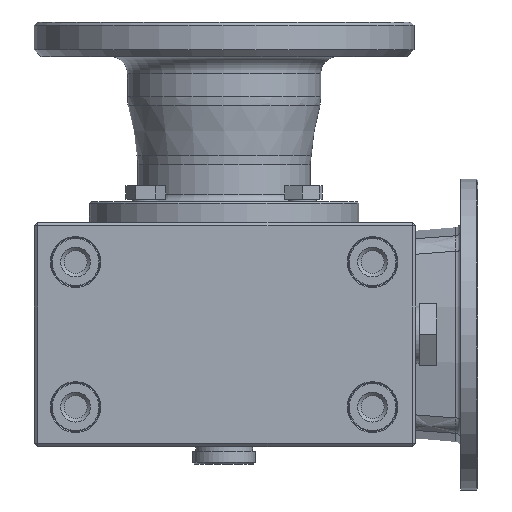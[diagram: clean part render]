
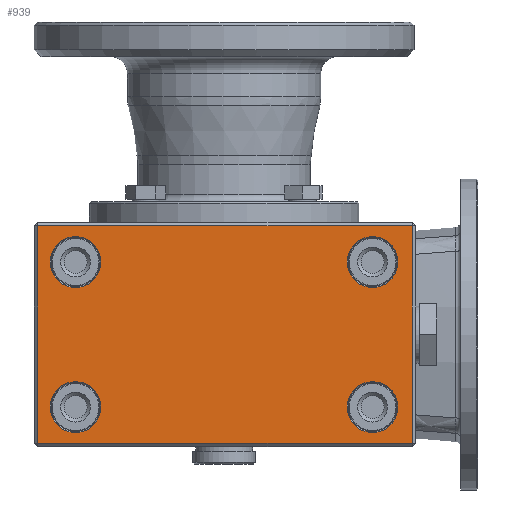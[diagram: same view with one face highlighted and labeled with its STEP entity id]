
A CAD part, front view. The second image highlights one B-rep face of the part: STEP entity #939.
In plain terms, the highlighted planar face has unit normal (0, -1, 0).
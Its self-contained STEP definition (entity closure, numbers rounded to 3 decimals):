
#939 = ADVANCED_FACE( '', ( #2248, #2249, #2250, #2251, #2252 ), #2253, .F. );
#2248 = FACE_OUTER_BOUND( '', #4339, .T. );
#2249 = FACE_BOUND( '', #4340, .T. );
#2250 = FACE_BOUND( '', #4341, .T. );
#2251 = FACE_BOUND( '', #4342, .T. );
#2252 = FACE_BOUND( '', #4343, .T. );
#2253 = PLANE( '', #4344 );
#4339 = EDGE_LOOP( '', ( #7233, #7234, #7235, #7236 ) );
#4340 = EDGE_LOOP( '', ( #7237 ) );
#4341 = EDGE_LOOP( '', ( #7238 ) );
#4342 = EDGE_LOOP( '', ( #7239 ) );
#4343 = EDGE_LOOP( '', ( #7240 ) );
#4344 = AXIS2_PLACEMENT_3D( '', #7241, #7242, #7243 );
#7233 = ORIENTED_EDGE( '', *, *, #9836, .T. );
#7234 = ORIENTED_EDGE( '', *, *, #9837, .T. );
#7235 = ORIENTED_EDGE( '', *, *, #9838, .T. );
#7236 = ORIENTED_EDGE( '', *, *, #9839, .T. );
#7237 = ORIENTED_EDGE( '', *, *, #9164, .T. );
#7238 = ORIENTED_EDGE( '', *, *, #9840, .T. );
#7239 = ORIENTED_EDGE( '', *, *, #9841, .T. );
#7240 = ORIENTED_EDGE( '', *, *, #9842, .T. );
#7241 = CARTESIAN_POINT( '', ( -55., -55., -32.5 ) );
#7242 = DIRECTION( '', ( 0., 1., 0. ) );
#7243 = DIRECTION( '', ( 0., 0., -1. ) );
#9164 = EDGE_CURVE( '', #10501, #10501, #10502, .T. );
#9836 = EDGE_CURVE( '', #11306, #11541, #11542, .F. );
#9837 = EDGE_CURVE( '', #11541, #11543, #11544, .T. );
#9838 = EDGE_CURVE( '', #11543, #11429, #11545, .T. );
#9839 = EDGE_CURVE( '', #11429, #11306, #11546, .T. );
#9840 = EDGE_CURVE( '', #11547, #11547, #11548, .T. );
#9841 = EDGE_CURVE( '', #11549, #11549, #11550, .T. );
#9842 = EDGE_CURVE( '', #11551, #11551, #11552, .T. );
#10501 = VERTEX_POINT( '', #12370 );
#10502 = CIRCLE( '', #12371, 7.35 );
#11306 = VERTEX_POINT( '', #13588 );
#11429 = VERTEX_POINT( '', #13780 );
#11541 = VERTEX_POINT( '', #13925 );
#11542 = LINE( '', #13926, #13927 );
#11543 = VERTEX_POINT( '', #13928 );
#11544 = LINE( '', #13929, #13930 );
#11545 = LINE( '', #13931, #13932 );
#11546 = LINE( '', #13933, #13934 );
#11547 = VERTEX_POINT( '', #13935 );
#11548 = CIRCLE( '', #13936, 7.35 );
#11549 = VERTEX_POINT( '', #13937 );
#11550 = CIRCLE( '', #13938, 7.35 );
#11551 = VERTEX_POINT( '', #13939 );
#11552 = CIRCLE( '', #13940, 7.35 );
#12370 = CARTESIAN_POINT( '', ( 50.35, -55., 21. ) );
#12371 = AXIS2_PLACEMENT_3D( '', #15034, #15035, #15036 );
#13588 = CARTESIAN_POINT( '', ( -54., -55., -31.5 ) );
#13780 = CARTESIAN_POINT( '', ( -54., -55., 31.5 ) );
#13925 = CARTESIAN_POINT( '', ( 54.5, -55., -31.5 ) );
#13926 = CARTESIAN_POINT( '', ( -55., -55., -31.5 ) );
#13927 = VECTOR( '', #15921, 1000. );
#13928 = CARTESIAN_POINT( '', ( 54.5, -55., 31.5 ) );
#13929 = CARTESIAN_POINT( '', ( 54.5, -55., -32.5 ) );
#13930 = VECTOR( '', #15922, 1000. );
#13931 = CARTESIAN_POINT( '', ( -55., -55., 31.5 ) );
#13932 = VECTOR( '', #15923, 1000. );
#13933 = CARTESIAN_POINT( '', ( -54., -55., -32.5 ) );
#13934 = VECTOR( '', #15924, 1000. );
#13935 = CARTESIAN_POINT( '', ( 50.35, -55., -21. ) );
#13936 = AXIS2_PLACEMENT_3D( '', #15925, #15926, #15927 );
#13937 = CARTESIAN_POINT( '', ( -35.65, -55., -21. ) );
#13938 = AXIS2_PLACEMENT_3D( '', #15928, #15929, #15930 );
#13939 = CARTESIAN_POINT( '', ( -35.65, -55., 21. ) );
#13940 = AXIS2_PLACEMENT_3D( '', #15931, #15932, #15933 );
#15034 = CARTESIAN_POINT( '', ( 43., -55., 21. ) );
#15035 = DIRECTION( '', ( 0., 1., 0. ) );
#15036 = DIRECTION( '', ( 1., 0., 0. ) );
#15921 = DIRECTION( '', ( -1., 0., 0. ) );
#15922 = DIRECTION( '', ( 0., 0., 1. ) );
#15923 = DIRECTION( '', ( -1., 0., 0. ) );
#15924 = DIRECTION( '', ( 0., 0., -1. ) );
#15925 = CARTESIAN_POINT( '', ( 43., -55., -21. ) );
#15926 = DIRECTION( '', ( 0., 1., 0. ) );
#15927 = DIRECTION( '', ( 1., 0., 0. ) );
#15928 = CARTESIAN_POINT( '', ( -43., -55., -21. ) );
#15929 = DIRECTION( '', ( 0., 1., 0. ) );
#15930 = DIRECTION( '', ( 1., 0., 0. ) );
#15931 = CARTESIAN_POINT( '', ( -43., -55., 21. ) );
#15932 = DIRECTION( '', ( 0., 1., 0. ) );
#15933 = DIRECTION( '', ( 1., 0., 0. ) );
